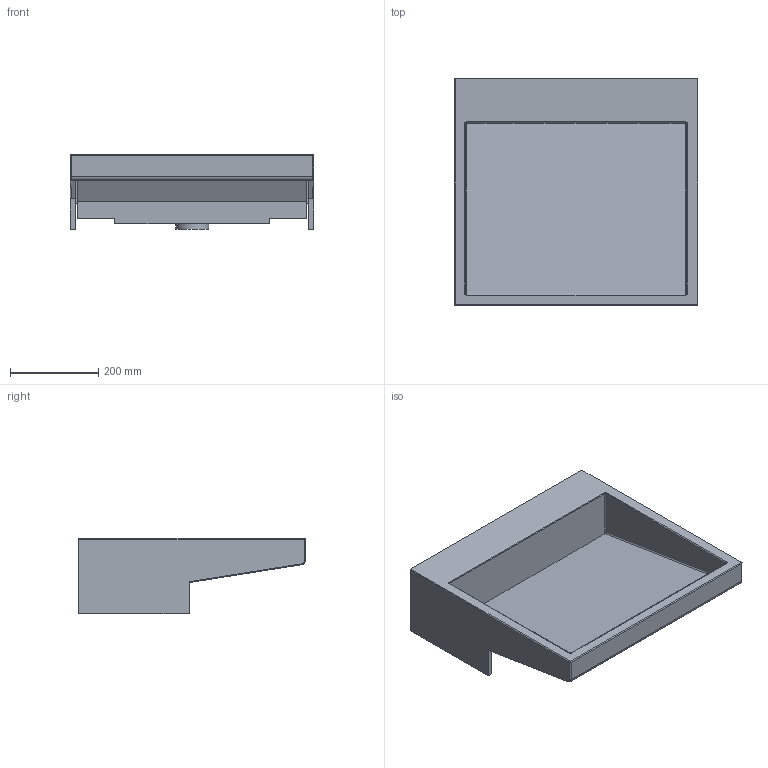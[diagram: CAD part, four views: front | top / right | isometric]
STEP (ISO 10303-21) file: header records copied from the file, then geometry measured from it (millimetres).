
FILE_DESCRIPTION(/* description */ (''),/* implementation_level */ '2;1');
FILE_NAME(/* name */ '550',/* time_stamp */ '2020-09-15T15:07:28+08:00',/* author */ (''),/* organization */ (''),/* preprocessor_version */ 'ST-DEVELOPER v9',/* originating_system */ 'UGS - NX 4.0',/* authorisation */ '');
FILE_SCHEMA (('CONFIG_CONTROL_DESIGN'));
Length unit declared in the file: millimetre
Products named in the file (1): Admi49AFouan
Bounding box: 550 x 513 x 170 mm (x, y, z)
Volume: 9084130.3 mm3; surface area: 1416737.9 mm2
Topology: 1 solids, 1 shells, 181 faces, 480 edges, 305 vertices
Faces by surface type: plane 133, cylinder 38, torus 6, bspline 2, cone 1, sphere 1
Full cylindrical faces by diameter (mm): 6 x10, 12 x1, 50 x1, 74 x1
Entity records: 5647 total; most frequent: CARTESIAN_POINT 1082, ORIENTED_EDGE 922, DIRECTION 899, EDGE_CURVE 461, LINE 367, VECTOR 367, VERTEX_POINT 301, AXIS2_PLACEMENT_3D 266
